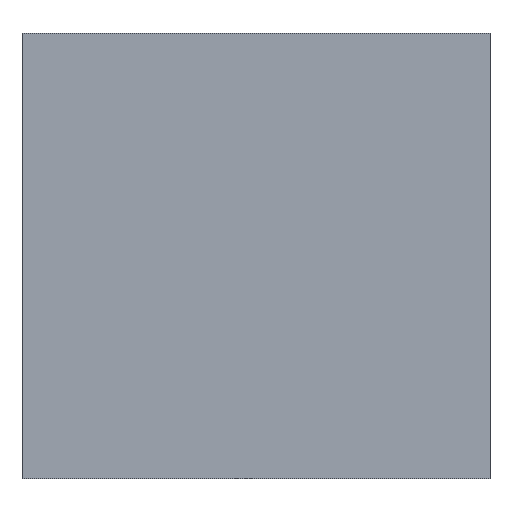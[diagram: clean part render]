
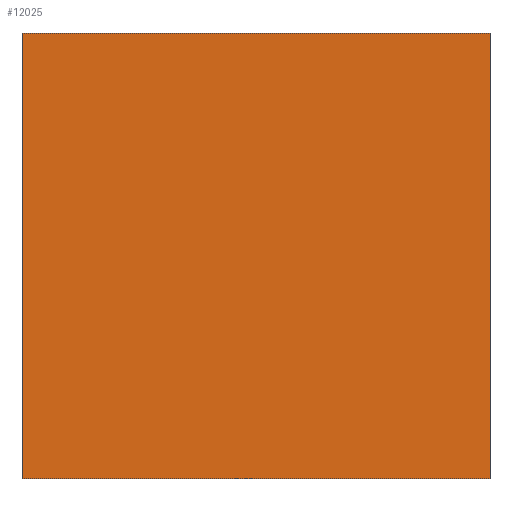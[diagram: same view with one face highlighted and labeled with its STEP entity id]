
A CAD part, left-side view. The second image highlights one B-rep face of the part: STEP entity #12025.
In plain terms, the highlighted planar face has unit normal (-1, 0, 0).
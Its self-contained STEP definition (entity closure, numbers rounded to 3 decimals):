
#1440=LINE('',#23304,#2473);
#1472=LINE('',#23391,#2505);
#1474=LINE('',#23394,#2507);
#1475=LINE('',#23397,#2508);
#2473=VECTOR('',#13861,10.);
#2505=VECTOR('',#13951,10.);
#2507=VECTOR('',#13955,10.);
#2508=VECTOR('',#13960,10.);
#3517=PLANE('',#12341);
#4166=FACE_OUTER_BOUND('',#4875,.T.);
#4875=EDGE_LOOP('',(#11369,#11370,#11371,#11372));
#6038=VERTEX_POINT('',#23302);
#6039=VERTEX_POINT('',#23303);
#6064=VERTEX_POINT('',#23388);
#6065=VERTEX_POINT('',#23390);
#7795=EDGE_CURVE('',#6038,#6039,#1440,.T.);
#7831=EDGE_CURVE('',#6064,#6065,#1472,.T.);
#7833=EDGE_CURVE('',#6039,#6064,#1474,.T.);
#7834=EDGE_CURVE('',#6065,#6038,#1475,.T.);
#11369=ORIENTED_EDGE('',*,*,#7834,.F.);
#11370=ORIENTED_EDGE('',*,*,#7831,.F.);
#11371=ORIENTED_EDGE('',*,*,#7833,.F.);
#11372=ORIENTED_EDGE('',*,*,#7795,.F.);
#12025=ADVANCED_FACE('',(#4166),#3517,.F.);
#12341=AXIS2_PLACEMENT_3D('',#23398,#13961,#13962);
#13861=DIRECTION('',(0.,0.,1.));
#13951=DIRECTION('',(0.,0.,-1.));
#13955=DIRECTION('',(0.,-1.,0.));
#13960=DIRECTION('',(0.,1.,0.));
#13961=DIRECTION('center_axis',(1.,0.,0.));
#13962=DIRECTION('ref_axis',(0.,0.,-1.));
#23302=CARTESIAN_POINT('',(0.,52.5,-50.));
#23303=CARTESIAN_POINT('',(0.,52.5,50.));
#23304=CARTESIAN_POINT('',(0.,52.5,-50.));
#23388=CARTESIAN_POINT('',(0.,-52.5,50.));
#23390=CARTESIAN_POINT('',(0.,-52.5,-50.));
#23391=CARTESIAN_POINT('',(0.,-52.5,50.));
#23394=CARTESIAN_POINT('',(0.,52.5,50.));
#23397=CARTESIAN_POINT('',(0.,-52.5,-50.));
#23398=CARTESIAN_POINT('Origin',(0.,0.,0.));
